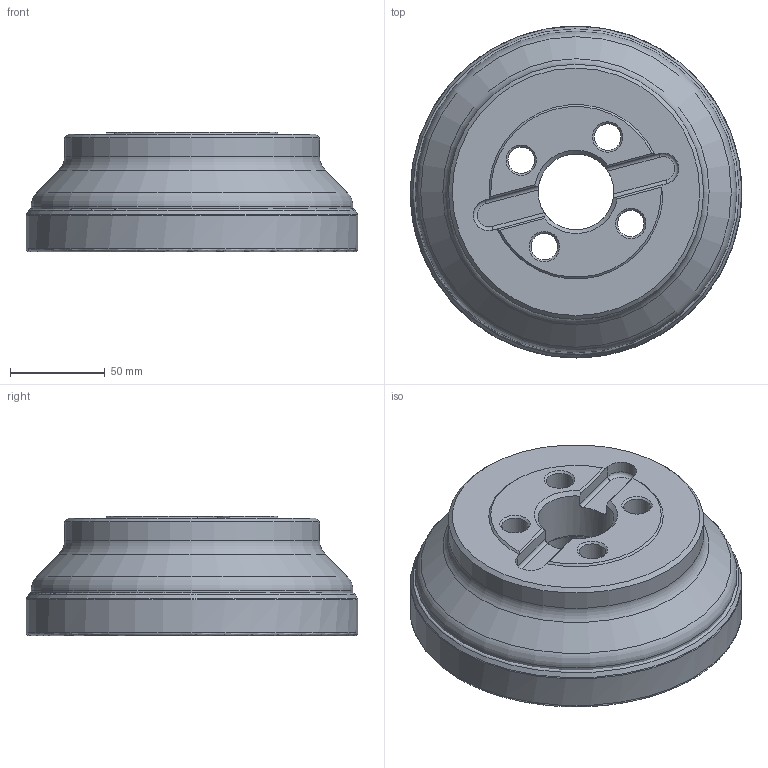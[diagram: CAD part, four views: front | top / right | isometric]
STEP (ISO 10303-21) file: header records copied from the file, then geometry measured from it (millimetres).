
FILE_DESCRIPTION(/* description */ (''),/* implementation_level */ '2;1');
FILE_NAME(/* name */ '175C08R-F90TB27X_115009241ndi000_00_SIM.stp',/* time_stamp */ '2019-12-18T11:59:20+01:00',/* author */ (''),/* organization */ (''),/* preprocessor_version */ 'ST-DEVELOPER v16.7',/* originating_system */ 'SIEMENS PLM Software NX 12.0',/* authorisation */ '');
FILE_SCHEMA (('AUTOMOTIVE_DESIGN { 1 0 10303 214 3 1 1 1 }'));
Length unit declared in the file: millimetre
Products named in the file (1): hm153548D27Bncfr
Bounding box: 175.01 x 175 x 62.99 mm (x, y, z)
Volume: 1084565.4 mm3; surface area: 116774 mm2
Topology: 2 solids, 2 shells, 92 faces, 245 edges, 155 vertices
Faces by surface type: cone 28, cylinder 20, plane 18, revolution 12, torus 10, bspline 4
Full cylindrical faces by diameter (mm): 14 x4, 20 x4, 40 x1, 134.5 x1
Entity records: 3210 total; most frequent: CARTESIAN_POINT 1190, DIRECTION 400, ORIENTED_EDGE 364, EDGE_CURVE 182, AXIS2_PLACEMENT_3D 173, EDGE_LOOP 144, VERTEX_POINT 134, FACE_BOUND 102
